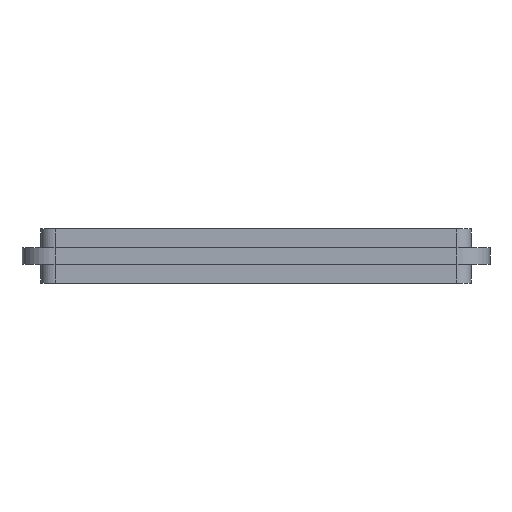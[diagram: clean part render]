
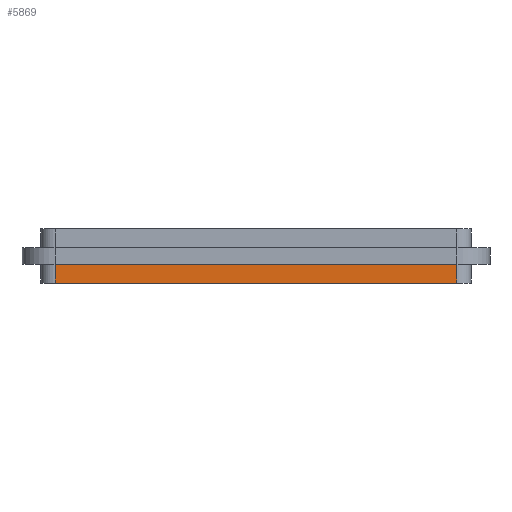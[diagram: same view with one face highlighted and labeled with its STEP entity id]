
A CAD part, front view. The second image highlights one B-rep face of the part: STEP entity #5869.
In plain terms, the highlighted planar face has unit normal (0, -1, 0).
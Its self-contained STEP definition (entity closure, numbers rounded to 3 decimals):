
#2194 = VERTEX_POINT ( 'NONE', #22701 ) ;
#3729 = CARTESIAN_POINT ( 'NONE',  ( -33.75, -10.25, -2.875 ) ) ;
#5544 = DIRECTION ( 'NONE',  ( 0., 1., 0. ) ) ;
#5869 = ADVANCED_FACE ( 'NONE', ( #18413 ), #14229, .F. ) ;
#6025 = VERTEX_POINT ( 'NONE', #16782 ) ;
#8237 = DIRECTION ( 'NONE',  ( 0., 0., -1. ) ) ;
#8984 = CARTESIAN_POINT ( 'NONE',  ( 8.75, -10.25, -0.875 ) ) ;
#9178 = LINE ( 'NONE', #23412, #11857 ) ;
#10408 = EDGE_LOOP ( 'NONE', ( #10802, #20390, #10715, #15827 ) ) ;
#10715 = ORIENTED_EDGE ( 'NONE', *, *, #11160, .F. ) ;
#10716 = LINE ( 'NONE', #20741, #11791 ) ;
#10788 = LINE ( 'NONE', #22988, #16637 ) ;
#10802 = ORIENTED_EDGE ( 'NONE', *, *, #18645, .T. ) ;
#10809 = CARTESIAN_POINT ( 'NONE',  ( -33.75, -10.25, 0.875 ) ) ;
#10812 = VERTEX_POINT ( 'NONE', #8984 ) ;
#11160 = EDGE_CURVE ( 'NONE', #2194, #10812, #10716, .T. ) ;
#11791 = VECTOR ( 'NONE', #22778, 1000. ) ;
#11857 = VECTOR ( 'NONE', #25454, 1000. ) ;
#12442 = LINE ( 'NONE', #10809, #13156 ) ;
#13156 = VECTOR ( 'NONE', #8237, 1000. ) ;
#14229 = PLANE ( 'NONE',  #25224 ) ;
#15827 = ORIENTED_EDGE ( 'NONE', *, *, #18598, .T. ) ;
#16388 = CARTESIAN_POINT ( 'NONE',  ( 10.25, -10.25, 0.875 ) ) ;
#16637 = VECTOR ( 'NONE', #26799, 1000. ) ;
#16782 = CARTESIAN_POINT ( 'NONE',  ( 8.75, -10.25, -2.875 ) ) ;
#18413 = FACE_OUTER_BOUND ( 'NONE', #10408, .T. ) ;
#18598 = EDGE_CURVE ( 'NONE', #2194, #22949, #12442, .T. ) ;
#18645 = EDGE_CURVE ( 'NONE', #22949, #6025, #9178, .T. ) ;
#20390 = ORIENTED_EDGE ( 'NONE', *, *, #20782, .T. ) ;
#20741 = CARTESIAN_POINT ( 'NONE',  ( -10.25, -10.25, -0.875 ) ) ;
#20782 = EDGE_CURVE ( 'NONE', #6025, #10812, #10788, .T. ) ;
#22701 = CARTESIAN_POINT ( 'NONE',  ( -33.75, -10.25, -0.875 ) ) ;
#22778 = DIRECTION ( 'NONE',  ( 1., 0., 0. ) ) ;
#22949 = VERTEX_POINT ( 'NONE', #3729 ) ;
#22988 = CARTESIAN_POINT ( 'NONE',  ( 8.75, -10.25, 0.875 ) ) ;
#23412 = CARTESIAN_POINT ( 'NONE',  ( -10.25, -10.25, -2.875 ) ) ;
#24668 = DIRECTION ( 'NONE',  ( -1., 0., 0. ) ) ;
#25224 = AXIS2_PLACEMENT_3D ( 'NONE', #16388, #5544, #24668 ) ;
#25454 = DIRECTION ( 'NONE',  ( 1., 0., 0. ) ) ;
#26799 = DIRECTION ( 'NONE',  ( 0., 0., 1. ) ) ;
